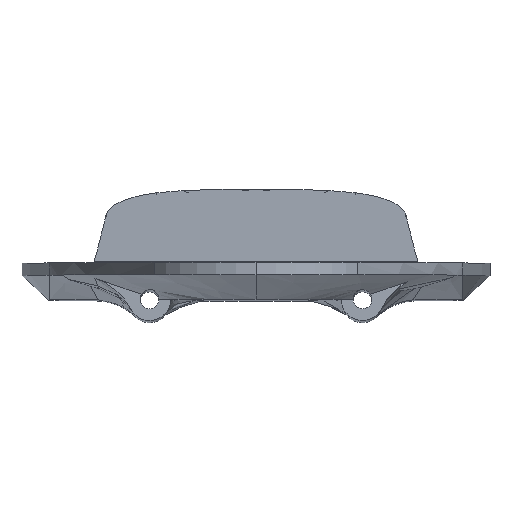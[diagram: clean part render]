
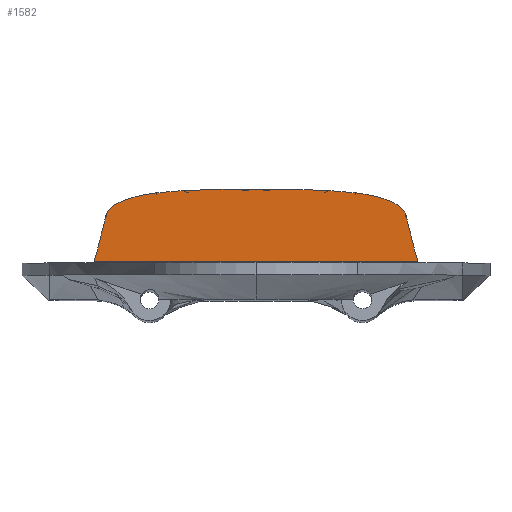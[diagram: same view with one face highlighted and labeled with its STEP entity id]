
A CAD part, top view. The second image highlights one B-rep face of the part: STEP entity #1582.
In plain terms, the highlighted planar face has unit normal (0, 0.951, 0.309).
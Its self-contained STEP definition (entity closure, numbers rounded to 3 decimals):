
#33=PLANE('',#1720);
#42=ELLIPSE('',#1684,3220.191,3062.584);
#44=ELLIPSE('',#1692,3220.191,3062.584);
#49=ELLIPSE('',#1721,26.889,25.573);
#50=ELLIPSE('',#1722,121.799,115.838);
#51=ELLIPSE('',#1723,121.799,115.838);
#52=ELLIPSE('',#1724,26.889,25.573);
#152=B_SPLINE_CURVE_WITH_KNOTS('',3,(#4625,#4626,#4627,#4628,#4629,#4630),
 .UNSPECIFIED.,.F.,.F.,(4,2,4),(0.,0.665,1.733),
 .UNSPECIFIED.);
#153=B_SPLINE_CURVE_WITH_KNOTS('',3,(#4634,#4635,#4636,#4637,#4638,#4639),
 .UNSPECIFIED.,.F.,.F.,(4,2,4),(0.,0.753,1.758),
 .UNSPECIFIED.);
#283=FACE_OUTER_BOUND('',#378,.T.);
#378=EDGE_LOOP('',(#1336,#1337,#1338,#1339,#1340,#1341,#1342,#1343,#1344,
#1345));
#461=LINE('',#4617,#522);
#463=LINE('',#4632,#524);
#522=VECTOR('',#1987,10.);
#524=VECTOR('',#1995,10.);
#647=VERTEX_POINT('',#2324);
#648=VERTEX_POINT('',#2331);
#668=VERTEX_POINT('',#2567);
#669=VERTEX_POINT('',#2569);
#749=VERTEX_POINT('',#4620);
#750=VERTEX_POINT('',#4622);
#751=VERTEX_POINT('',#4624);
#752=VERTEX_POINT('',#4631);
#753=VERTEX_POINT('',#4633);
#754=VERTEX_POINT('',#4640);
#827=EDGE_CURVE('',#647,#648,#42,.T.);
#853=EDGE_CURVE('',#668,#669,#44,.T.);
#968=EDGE_CURVE('',#669,#647,#461,.T.);
#970=EDGE_CURVE('',#749,#668,#49,.T.);
#971=EDGE_CURVE('',#750,#749,#50,.T.);
#972=EDGE_CURVE('',#751,#750,#152,.T.);
#973=EDGE_CURVE('',#751,#752,#463,.T.);
#974=EDGE_CURVE('',#753,#752,#153,.T.);
#975=EDGE_CURVE('',#754,#753,#51,.T.);
#976=EDGE_CURVE('',#648,#754,#52,.T.);
#1336=ORIENTED_EDGE('',*,*,#968,.F.);
#1337=ORIENTED_EDGE('',*,*,#853,.F.);
#1338=ORIENTED_EDGE('',*,*,#970,.F.);
#1339=ORIENTED_EDGE('',*,*,#971,.F.);
#1340=ORIENTED_EDGE('',*,*,#972,.F.);
#1341=ORIENTED_EDGE('',*,*,#973,.T.);
#1342=ORIENTED_EDGE('',*,*,#974,.F.);
#1343=ORIENTED_EDGE('',*,*,#975,.F.);
#1344=ORIENTED_EDGE('',*,*,#976,.F.);
#1345=ORIENTED_EDGE('',*,*,#827,.F.);
#1582=ADVANCED_FACE('',(#283),#33,.F.);
#1684=AXIS2_PLACEMENT_3D('',#2332,#1888,#1889);
#1692=AXIS2_PLACEMENT_3D('',#2570,#1906,#1907);
#1720=AXIS2_PLACEMENT_3D('',#4619,#1989,#1990);
#1721=AXIS2_PLACEMENT_3D('',#4621,#1991,#1992);
#1722=AXIS2_PLACEMENT_3D('',#4623,#1993,#1994);
#1723=AXIS2_PLACEMENT_3D('',#4641,#1996,#1997);
#1724=AXIS2_PLACEMENT_3D('',#4642,#1998,#1999);
#1888=DIRECTION('center_axis',(0.,0.951,0.309));
#1889=DIRECTION('ref_axis',(0.,0.309,-0.951));
#1906=DIRECTION('center_axis',(0.,0.951,0.309));
#1907=DIRECTION('ref_axis',(0.,0.309,-0.951));
#1987=DIRECTION('',(-1.,0.,0.));
#1989=DIRECTION('center_axis',(0.,-0.951,-0.309));
#1990=DIRECTION('ref_axis',(0.,-0.309,0.951));
#1991=DIRECTION('center_axis',(0.,-0.951,-0.309));
#1992=DIRECTION('ref_axis',(0.,0.309,-0.951));
#1993=DIRECTION('center_axis',(0.,-0.951,-0.309));
#1994=DIRECTION('ref_axis',(0.,0.309,-0.951));
#1995=DIRECTION('',(-1.,0.,0.));
#1996=DIRECTION('center_axis',(0.,-0.951,-0.309));
#1997=DIRECTION('ref_axis',(0.,0.309,-0.951));
#1998=DIRECTION('center_axis',(0.,-0.951,-0.309));
#1999=DIRECTION('ref_axis',(0.,0.309,-0.951));
#2324=CARTESIAN_POINT('',(-53.608,4.979,-195.33));
#2331=CARTESIAN_POINT('',(-49.662,20.638,-243.522));
#2332=CARTESIAN_POINT('Origin',(-3103.91,94.007,-469.329));
#2567=CARTESIAN_POINT('',(48.879,20.638,-243.522));
#2569=CARTESIAN_POINT('',(52.825,4.979,-195.33));
#2570=CARTESIAN_POINT('Origin',(3103.127,94.007,-469.329));
#4617=CARTESIAN_POINT('',(37.304,4.979,-195.33));
#4619=CARTESIAN_POINT('Origin',(75.,28.962,-269.141));
#4620=CARTESIAN_POINT('',(32.218,27.822,-265.632));
#4621=CARTESIAN_POINT('Origin',(23.376,20.025,-241.637));
#4622=CARTESIAN_POINT('',(23.527,28.533,-267.821));
#4623=CARTESIAN_POINT('Origin',(-0.392,-8.294,-154.479));
#4624=CARTESIAN_POINT('',(5.746,28.962,-269.141));
#4625=CARTESIAN_POINT('Ctrl Pts',(5.746,28.962,-269.141));
#4626=CARTESIAN_POINT('Ctrl Pts',(7.962,28.962,-269.141));
#4627=CARTESIAN_POINT('Ctrl Pts',(10.349,28.957,-269.127));
#4628=CARTESIAN_POINT('Ctrl Pts',(16.316,28.884,-268.901));
#4629=CARTESIAN_POINT('Ctrl Pts',(19.957,28.777,-268.574));
#4630=CARTESIAN_POINT('Ctrl Pts',(23.527,28.533,-267.821));
#4631=CARTESIAN_POINT('',(-6.529,28.962,-269.141));
#4632=CARTESIAN_POINT('',(75.,28.962,-269.141));
#4633=CARTESIAN_POINT('',(-24.311,28.533,-267.821));
#4634=CARTESIAN_POINT('Ctrl Pts',(-24.311,28.533,-267.821));
#4635=CARTESIAN_POINT('Ctrl Pts',(-21.859,28.701,-268.338));
#4636=CARTESIAN_POINT('Ctrl Pts',(-19.366,28.804,-268.655));
#4637=CARTESIAN_POINT('Ctrl Pts',(-13.512,28.95,-269.104));
#4638=CARTESIAN_POINT('Ctrl Pts',(-10.112,28.962,-269.141));
#4639=CARTESIAN_POINT('Ctrl Pts',(-6.529,28.962,-269.141));
#4640=CARTESIAN_POINT('',(-33.001,27.822,-265.632));
#4641=CARTESIAN_POINT('Origin',(-0.392,-8.294,-154.479));
#4642=CARTESIAN_POINT('Origin',(-24.159,20.025,-241.637));
